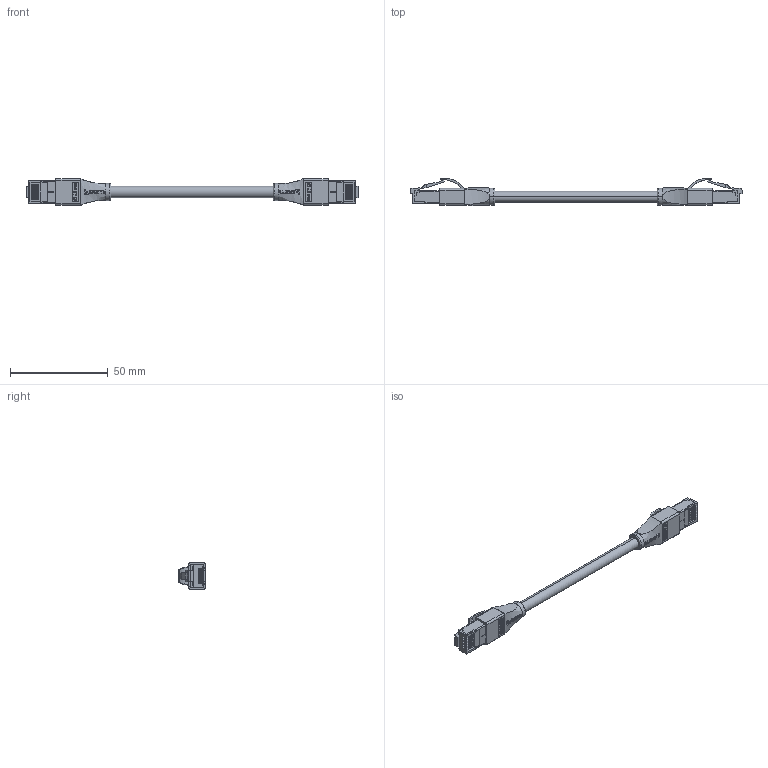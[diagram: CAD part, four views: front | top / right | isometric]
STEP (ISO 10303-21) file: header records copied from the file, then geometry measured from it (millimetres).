
FILE_DESCRIPTION (( 'STEP AP214' ), '1' );
FILE_NAME ('TMD24015015053-100F_3D.step', '2023-07-10T19:54:37', ( '' ), ( '' ), 'SwSTEP 2.0', 'SolidWorks 2022', '' );
FILE_SCHEMA (( 'AUTOMOTIVE_DESIGN' ));
Length unit declared in the file: inch
Products named in the file (9): TDS8PC5-MA3; 1AD03-013_crimped; 1AD03-013-MA3; 1AY01-037_raised logo; 1AD03-013-MA2; 1AD03-013-MA4_crimped strain relief; 1AL04-006; 1AD03-013-MA1; TMD24015015053-100F_3D
Assembly tree (17 placements, depth 3):
  TMD24015015053-100F_3D
    1AL04-006
    1AD03-013_crimped  x2
      1AD03-013-MA3
      1AD03-013-MA2
      1AD03-013-MA1
      1AD03-013-MA4_crimped strain relief
      TDS8PC5-MA3
    1AY01-037_raised logo  x2
Bounding box: 170.24 x 14.16 x 13.67 mm (x, y, z)
Volume: 7766 mm3; surface area: 12689.2 mm2
Topology: 27 solids, 27 shells, 1784 faces, 4982 edges, 3214 vertices
Faces by surface type: plane 1186, cylinder 316, bspline 238, sphere 36, torus 8
Entity records: 29117 total; most frequent: CARTESIAN_POINT 10832, ORIENTED_EDGE 4112, DIRECTION 3114, EDGE_CURVE 2056, VECTOR 1354, LINE 1354, VERTEX_POINT 1326, AXIS2_PLACEMENT_3D 880
